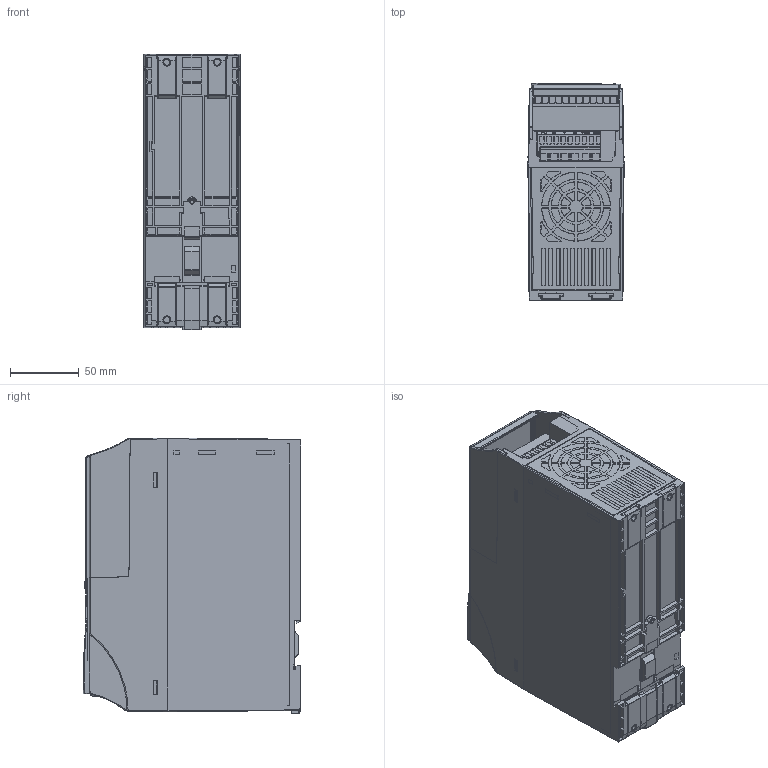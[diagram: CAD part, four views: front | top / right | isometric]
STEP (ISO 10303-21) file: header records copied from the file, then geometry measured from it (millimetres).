
FILE_DESCRIPTION (( 'STEP AP214' ), '1' );
FILE_NAME ('CFW320B04P8T4DB20.STEP', '2025-01-02T22:01:28', ( '' ), ( '' ), 'SwSTEP 2.0', 'SolidWorks 2021', '' );
FILE_SCHEMA (( 'AUTOMOTIVE_DESIGN' ));
Length unit declared in the file: inch
Products named in the file (1): CFW320B04P8T4DB20
Bounding box: 70.2 x 158.34 x 200.52 mm (x, y, z)
Volume: 401599 mm3; surface area: 248464.6 mm2
Topology: 5 solids, 18 shells, 3984 faces, 10568 edges, 6837 vertices
Faces by surface type: plane 1907, bspline 919, cylinder 899, sphere 137, cone 84, torus 38
Entity records: 157578 total; most frequent: CARTESIAN_POINT 68836, ORIENTED_EDGE 21034, DIRECTION 14324, EDGE_CURVE 10517, VERTEX_POINT 6821, LINE 5278, VECTOR 5278, AXIS2_PLACEMENT_3D 4523
